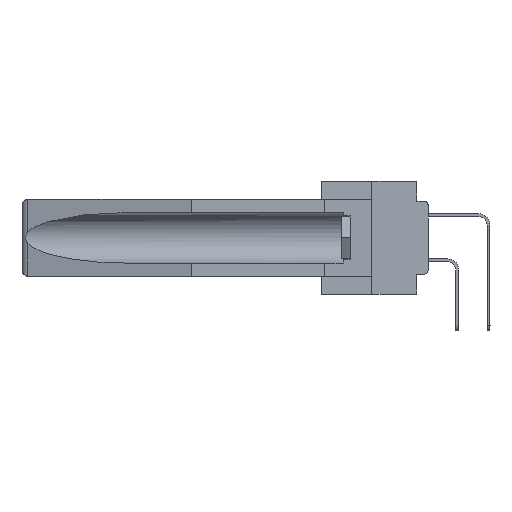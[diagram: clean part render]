
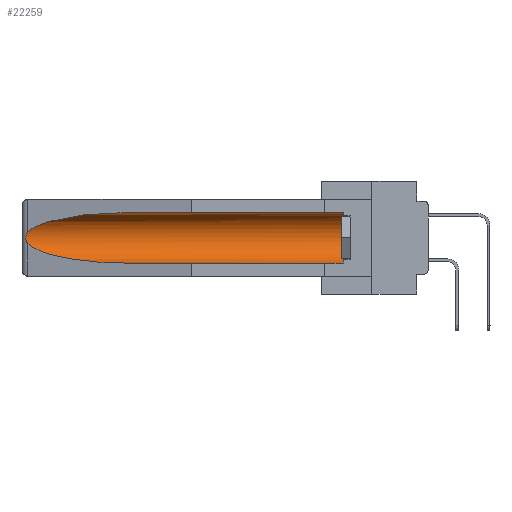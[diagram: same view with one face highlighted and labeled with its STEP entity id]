
A CAD part, left-side view. The second image highlights one B-rep face of the part: STEP entity #22259.
In plain terms, the highlighted cylindrical face has radius 2.857 mm (diameter 5.715 mm), a partial arc.
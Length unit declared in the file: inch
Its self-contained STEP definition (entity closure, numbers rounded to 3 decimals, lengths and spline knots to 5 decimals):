
#814 = CARTESIAN_POINT ( 'NONE',  ( 0.21114, 1.30732, -0.284 ) ) ;
#1697 = CARTESIAN_POINT ( 'NONE',  ( 0.26537, 1.52718, -0.14972 ) ) ;
#2312 = ORIENTED_EDGE ( 'NONE', *, *, #5659, .T. ) ;
#3360 = EDGE_CURVE ( 'NONE', #17707, #25084, #21275, .T. ) ;
#4017 = CARTESIAN_POINT ( 'NONE',  ( 0.26537, 1.52718, -0.19328 ) ) ;
#4818 = DIRECTION ( 'NONE',  ( 0., 0., 1. ) ) ;
#5638 = LINE ( 'NONE', #16870, #24074 ) ;
#5659 = EDGE_CURVE ( 'NONE', #11422, #34942, #7176, .T. ) ;
#6866 = CARTESIAN_POINT ( 'NONE',  ( 0.155, 1.07973, -0.284 ) ) ;
#7176 =( BOUNDED_CURVE ( )  B_SPLINE_CURVE ( 3, ( #28235, #7371, #22248, #8162 ),
 .UNSPECIFIED., .F., .T. ) 
 B_SPLINE_CURVE_WITH_KNOTS ( ( 4, 4 ),
 ( 4.71239, 6.08839 ),
 .UNSPECIFIED. ) 
 CURVE ( )  GEOMETRIC_REPRESENTATION_ITEM ( )  RATIONAL_B_SPLINE_CURVE ( ( 1., 0.848, 0.848, 1. ) ) 
 REPRESENTATION_ITEM ( '' )  );
#7371 = CARTESIAN_POINT ( 'NONE',  ( 0.21114, 1.30732, -0.059 ) ) ;
#7500 = CARTESIAN_POINT ( 'NONE',  ( 0.26537, 1.52718, -0.14972 ) ) ;
#7746 = CARTESIAN_POINT ( 'NONE',  ( 0.155, 1.07973, -0.059 ) ) ;
#8162 = CARTESIAN_POINT ( 'NONE',  ( 0.26537, 1.52718, -0.14972 ) ) ;
#9101 = EDGE_CURVE ( 'NONE', #18849, #36774, #30188, .T. ) ;
#9731 = ORIENTED_EDGE ( 'NONE', *, *, #3360, .T. ) ;
#10189 = CARTESIAN_POINT ( 'NONE',  ( 0.155, 0.126, -0.059 ) ) ;
#10611 = CARTESIAN_POINT ( 'NONE',  ( 0.2675, 1.53308, -0.16763 ) ) ;
#11043 = CARTESIAN_POINT ( 'NONE',  ( 0.155, 0.126, -0.1715 ) ) ;
#11153 = VECTOR ( 'NONE', #13560, 39.37008 ) ;
#11422 = VERTEX_POINT ( 'NONE', #7746 ) ;
#11831 = CYLINDRICAL_SURFACE ( 'NONE', #27255, 0.1125 ) ;
#13504 = CARTESIAN_POINT ( 'NONE',  ( 0.26597, 1.52961, -0.15275 ) ) ;
#13542 = ORIENTED_EDGE ( 'NONE', *, *, #20870, .F. ) ;
#13560 = DIRECTION ( 'NONE',  ( 0., 1., 0. ) ) ;
#13923 = ORIENTED_EDGE ( 'NONE', *, *, #9101, .T. ) ;
#14313 = DIRECTION ( 'NONE',  ( 0., -1., 0. ) ) ;
#16611 = CARTESIAN_POINT ( 'NONE',  ( 0.25451, 1.48313, -0.24835 ) ) ;
#16870 = CARTESIAN_POINT ( 'NONE',  ( 0.155, -0.30754, -0.059 ) ) ;
#17610 = FACE_OUTER_BOUND ( 'NONE', #20582, .T. ) ;
#17707 = VERTEX_POINT ( 'NONE', #21757 ) ;
#18849 = VERTEX_POINT ( 'NONE', #24287 ) ;
#19961 = DIRECTION ( 'NONE',  ( 0., 1., 0. ) ) ;
#20582 = EDGE_LOOP ( 'NONE', ( #2312, #20721, #9731, #13542, #13923, #36697 ) ) ;
#20697 = DIRECTION ( 'NONE',  ( 0., 1., 0. ) ) ;
#20721 = ORIENTED_EDGE ( 'NONE', *, *, #27771, .T. ) ;
#20870 = EDGE_CURVE ( 'NONE', #18849, #25084, #22039, .T. ) ;
#21039 = CARTESIAN_POINT ( 'NONE',  ( 0.26655, 1.53094, -0.18657 ) ) ;
#21275 =( BOUNDED_CURVE ( )  B_SPLINE_CURVE ( 3, ( #36572, #16611, #814, #22592 ),
 .UNSPECIFIED., .F., .T. ) 
 B_SPLINE_CURVE_WITH_KNOTS ( ( 4, 4 ),
 ( 0.1948, 1.5708 ),
 .UNSPECIFIED. ) 
 CURVE ( )  GEOMETRIC_REPRESENTATION_ITEM ( )  RATIONAL_B_SPLINE_CURVE ( ( 1., 0.848, 0.848, 1. ) ) 
 REPRESENTATION_ITEM ( '' )  );
#21757 = CARTESIAN_POINT ( 'NONE',  ( 0.26537, 1.52718, -0.19328 ) ) ;
#22039 = LINE ( 'NONE', #33853, #11153 ) ;
#22248 = CARTESIAN_POINT ( 'NONE',  ( 0.25451, 1.48313, -0.09465 ) ) ;
#22259 = ADVANCED_FACE ( 'NONE', ( #17610 ), #11831, .F. ) ;
#22383 = CARTESIAN_POINT ( 'NONE',  ( 0.2675, 1.53308, -0.17534 ) ) ;
#22592 = CARTESIAN_POINT ( 'NONE',  ( 0.155, 1.07973, -0.284 ) ) ;
#23600 = CARTESIAN_POINT ( 'NONE',  ( 0.155, -0.30754, -0.1715 ) ) ;
#24074 = VECTOR ( 'NONE', #19961, 39.37008 ) ;
#24287 = CARTESIAN_POINT ( 'NONE',  ( 0.155, 0.126, -0.284 ) ) ;
#25084 = VERTEX_POINT ( 'NONE', #6866 ) ;
#25271 = CARTESIAN_POINT ( 'NONE',  ( 0.26654, 1.53092, -0.15636 ) ) ;
#27255 = AXIS2_PLACEMENT_3D ( 'NONE', #23600, #20697, #38097 ) ;
#27771 = EDGE_CURVE ( 'NONE', #34942, #17707, #33002, .T. ) ;
#28235 = CARTESIAN_POINT ( 'NONE',  ( 0.155, 1.07973, -0.059 ) ) ;
#30188 = CIRCLE ( 'NONE', #34517, 0.1125 ) ;
#30508 = CARTESIAN_POINT ( 'NONE',  ( 0.26597, 1.5296, -0.19026 ) ) ;
#33002 = B_SPLINE_CURVE_WITH_KNOTS ( 'NONE', 3,
 ( #1697, #13504, #25271, #37084, #10611, #22383, #36508, #21039, #30508, #4017 ),
 .UNSPECIFIED., .F., .F.,
 ( 4, 2, 2, 2, 4 ),
 ( 0., 0.00029, 0.00058, 0.00087, 0.00117 ),
 .UNSPECIFIED. ) ;
#33853 = CARTESIAN_POINT ( 'NONE',  ( 0.155, -0.30754, -0.284 ) ) ;
#34517 = AXIS2_PLACEMENT_3D ( 'NONE', #11043, #14313, #4818 ) ;
#34942 = VERTEX_POINT ( 'NONE', #7500 ) ;
#35949 = EDGE_CURVE ( 'NONE', #36774, #11422, #5638, .T. ) ;
#36508 = CARTESIAN_POINT ( 'NONE',  ( 0.2673, 1.53269, -0.17917 ) ) ;
#36572 = CARTESIAN_POINT ( 'NONE',  ( 0.26537, 1.52718, -0.19328 ) ) ;
#36697 = ORIENTED_EDGE ( 'NONE', *, *, #35949, .T. ) ;
#36774 = VERTEX_POINT ( 'NONE', #10189 ) ;
#37084 = CARTESIAN_POINT ( 'NONE',  ( 0.2673, 1.5327, -0.16383 ) ) ;
#38097 = DIRECTION ( 'NONE',  ( 0., 0., 1. ) ) ;
